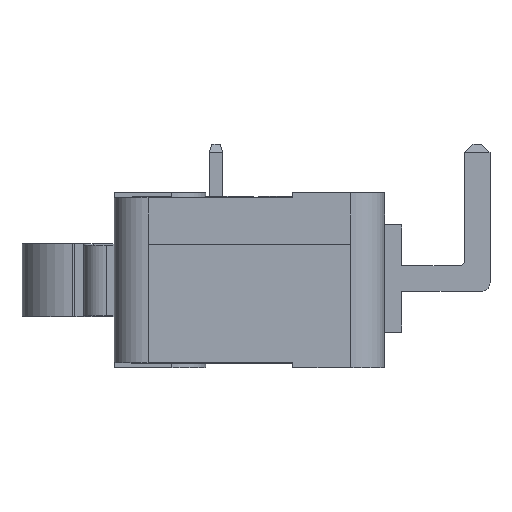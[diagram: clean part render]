
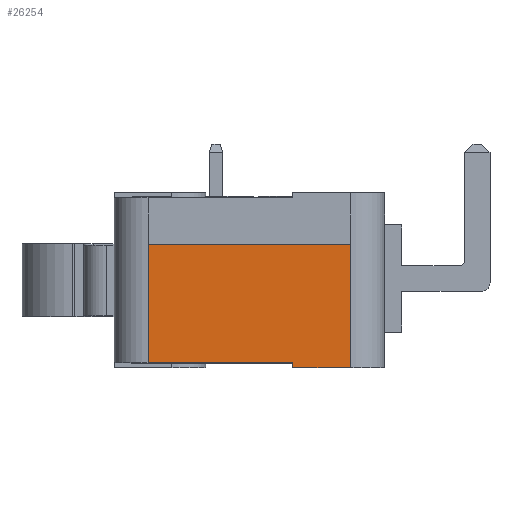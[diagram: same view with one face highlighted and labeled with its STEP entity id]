
A CAD part, left-side view. The second image highlights one B-rep face of the part: STEP entity #26254.
In plain terms, the highlighted planar face has unit normal (-1, 0, 0).
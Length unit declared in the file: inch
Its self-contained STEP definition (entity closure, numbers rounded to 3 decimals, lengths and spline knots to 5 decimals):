
#16469=CARTESIAN_POINT('',(-1.1378,0.25295,0.28543));
#16470=VERTEX_POINT('',#16469);
#16495=CARTESIAN_POINT('',(-1.1378,0.25295,0.01181));
#16496=VERTEX_POINT('',#16495);
#16504=CARTESIAN_POINT('',(-1.1378,0.25295,0.01181));
#16505=DIRECTION('',(0.0,0.0,1.0));
#16506=VECTOR('',#16505,0.27362);
#16507=LINE('',#16504,#16506);
#16508=EDGE_CURVE('',#16496,#16470,#16507,.T.);
#16547=CARTESIAN_POINT('',(-1.1378,-0.21555,0.28543));
#16548=VERTEX_POINT('',#16547);
#16549=CARTESIAN_POINT('',(-1.1378,-0.21555,0.28543));
#16550=DIRECTION('',(0.0,1.0,0.0));
#16551=VECTOR('',#16550,0.4685);
#16552=LINE('',#16549,#16551);
#16553=EDGE_CURVE('',#16548,#16470,#16552,.T.);
#16631=CARTESIAN_POINT('',(-1.1378,-0.21555,0.0));
#16632=VERTEX_POINT('',#16631);
#16633=CARTESIAN_POINT('',(-1.1378,-0.21555,0.0));
#16634=DIRECTION('',(0.0,0.0,1.0));
#16635=VECTOR('',#16634,0.28543);
#16636=LINE('',#16633,#16635);
#16637=EDGE_CURVE('',#16632,#16548,#16636,.T.);
#25849=CARTESIAN_POINT('',(-1.1378,-0.08169,0.01181));
#25850=VERTEX_POINT('',#25849);
#25858=CARTESIAN_POINT('',(-1.1378,-0.08169,0.0));
#25859=VERTEX_POINT('',#25858);
#25866=CARTESIAN_POINT('',(-1.1378,-0.08169,0.01181));
#25867=DIRECTION('',(0.0,0.0,-1.0));
#25868=VECTOR('',#25867,0.01181);
#25869=LINE('',#25866,#25868);
#25870=EDGE_CURVE('',#25850,#25859,#25869,.T.);
#25911=CARTESIAN_POINT('',(-1.1378,0.25295,0.01181));
#25912=DIRECTION('',(0.0,-1.0,0.0));
#25913=VECTOR('',#25912,0.33465);
#25914=LINE('',#25911,#25913);
#25915=EDGE_CURVE('',#16496,#25850,#25914,.T.);
#25967=CARTESIAN_POINT('',(-1.1378,-0.21555,0.0));
#25968=DIRECTION('',(0.0,1.0,0.0));
#25969=VECTOR('',#25968,0.13386);
#25970=LINE('',#25967,#25969);
#25971=EDGE_CURVE('',#16632,#25859,#25970,.T.);
#26241=CARTESIAN_POINT('',(-1.1378,-0.23898,-0.01427));
#26242=DIRECTION('',(-1.0,0.0,0.0));
#26243=DIRECTION('',(0.0,0.0,1.0));
#26244=AXIS2_PLACEMENT_3D('',#26241,#26242,#26243);
#26245=PLANE('',#26244);
#26246=ORIENTED_EDGE('',*,*,#16553,.T.);
#26247=ORIENTED_EDGE('',*,*,#16508,.F.);
#26248=ORIENTED_EDGE('',*,*,#25915,.T.);
#26249=ORIENTED_EDGE('',*,*,#25870,.T.);
#26250=ORIENTED_EDGE('',*,*,#25971,.F.);
#26251=ORIENTED_EDGE('',*,*,#16637,.T.);
#26252=EDGE_LOOP('',(#26246,#26247,#26248,#26249,#26250,#26251));
#26253=FACE_OUTER_BOUND('',#26252,.T.);
#26254=ADVANCED_FACE('',(#26253),#26245,.T.);
